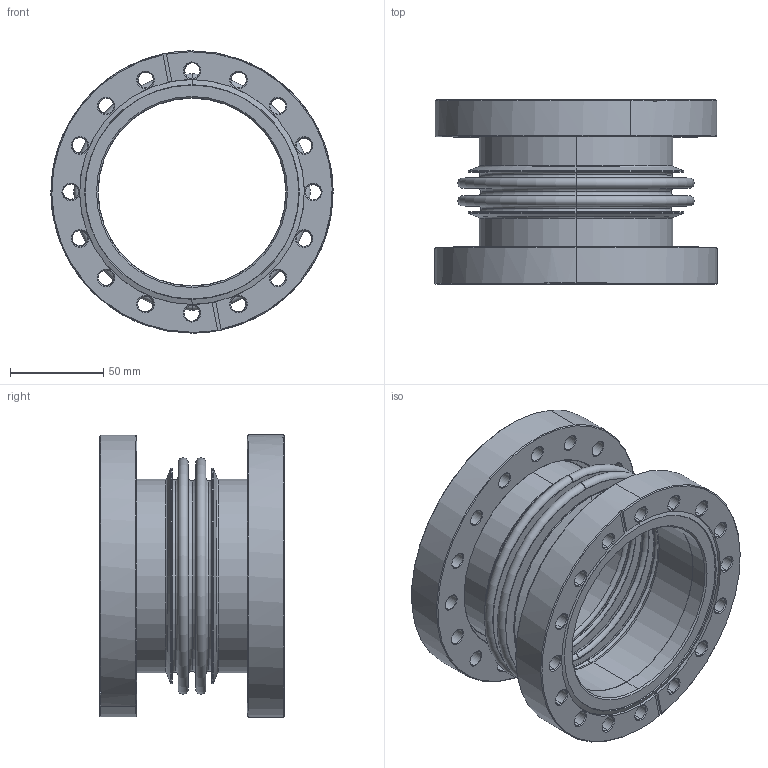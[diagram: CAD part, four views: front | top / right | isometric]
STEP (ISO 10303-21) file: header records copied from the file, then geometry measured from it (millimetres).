
FILE_DESCRIPTION (( 'STEP AP214' ), '1' );
FILE_NAME ('Hositrad_CF_FLX100-100-3.STEP', '2015-10-20T14:24:08', ( '' ), ( '' ), 'SwSTEP 2.0', 'SolidWorks 2015', '' );
FILE_SCHEMA (( 'AUTOMOTIVE_DESIGN' ));
Length unit declared in the file: millimetre
Products named in the file (5): NW100CF-weld_CF100-104; NW100CF-R-Outerring_CF100-108; NW100CF-R-InnerWeld_CF100-104; FLX00-Bellow-3conv; Hositrad_CF_FLX100-100-3
Assembly tree (4 placements, depth 2):
  Hositrad_CF_FLX100-100-3
    FLX00-Bellow-3conv
    NW100CF-R-InnerWeld_CF100-104
    NW100CF-R-Outerring_CF100-108
    NW100CF-weld_CF100-104
Bounding box: 151.6 x 99 x 151.6 mm (x, y, z)
Volume: 382956.2 mm3; surface area: 195816.5 mm2
Topology: 6 solids, 6 shells, 347 faces, 784 edges, 461 vertices
Faces by surface type: cone 167, cylinder 100, torus 40, plane 40
Entity records: 10801 total; most frequent: DIRECTION 1959, CARTESIAN_POINT 1635, ORIENTED_EDGE 1568, AXIS2_PLACEMENT_3D 833, EDGE_CURVE 784, CIRCLE 479, VERTEX_POINT 461, EDGE_LOOP 435
